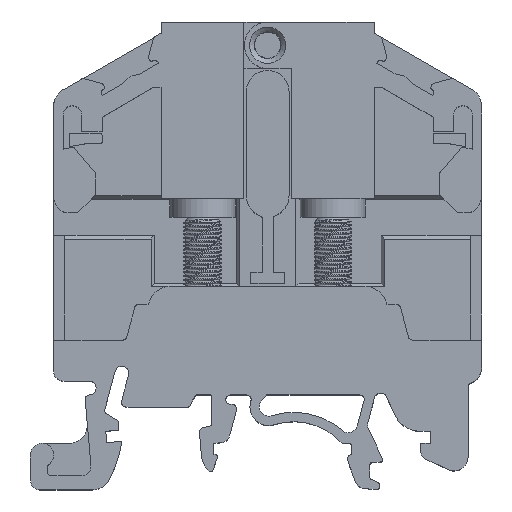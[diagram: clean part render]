
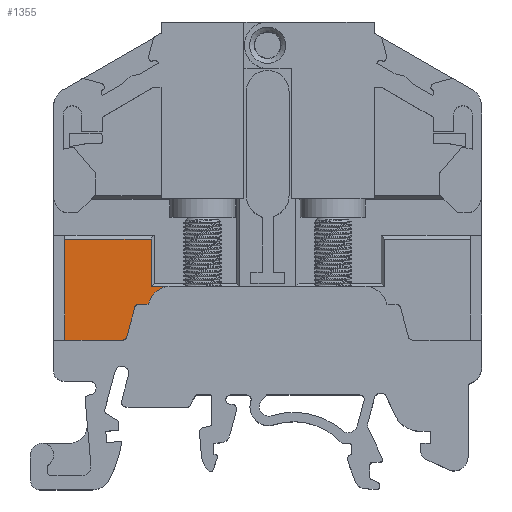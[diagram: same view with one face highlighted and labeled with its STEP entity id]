
A CAD part, top view. The second image highlights one B-rep face of the part: STEP entity #1355.
In plain terms, the highlighted planar face has unit normal (0, 0, 1).
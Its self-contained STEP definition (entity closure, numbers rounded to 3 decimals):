
#1345 = EDGE_CURVE( '    E471', #4200, #4201, #4202, .T. );
#1355 = ADVANCED_FACE( '', ( #4216 ), #4217, .T. );
#2469 = EDGE_CURVE( '    E441', #5940, #5941, #5942, .T. );
#2822 = EDGE_CURVE( '    E472', #5303, #4200, #6398, .T. );
#2987 = EDGE_CURVE( '    E394', #4435, #5303, #6605, .T. );
#3295 = EDGE_CURVE( '    E442', #6210, #5940, #6993, .T. );
#3488 = EDGE_CURVE( '    E226', #6721, #7219, #7220, .T. );
#3637 = EDGE_CURVE( '    E470', #4201, #7375, #7396, .T. );
#3865 = EDGE_CURVE( '', #7652, #6210, #7653, .T. );
#3912 = EDGE_CURVE( '    E405', #5941, #4435, #7704, .T. );
#4024 = EDGE_CURVE( '    E469', #7375, #6721, #7837, .T. );
#4200 = VERTEX_POINT( '', #8061 );
#4201 = VERTEX_POINT( '', #8062 );
#4202 = LINE( '', #8063, #8064 );
#4216 = FACE_OUTER_BOUND( '', #8084, .T. );
#4217 = PLANE( '', #8085 );
#4435 = VERTEX_POINT( '', #8435 );
#5303 = VERTEX_POINT( '', #9990 );
#5940 = VERTEX_POINT( '', #13210 );
#5941 = VERTEX_POINT( '', #13211 );
#5942 = LINE( '', #13212, #13213 );
#6210 = VERTEX_POINT( '', #13823 );
#6398 = CIRCLE( '', #14214, 0.5 );
#6605 = LINE( '', #14599, #14600 );
#6721 = VERTEX_POINT( '', #14815 );
#6993 = LINE( '', #16194, #16195 );
#7219 = VERTEX_POINT( '', #17006 );
#7220 = LINE( '', #17007, #17008 );
#7375 = VERTEX_POINT( '', #17761 );
#7396 = CIRCLE( '', #17820, 0.5 );
#7652 = VERTEX_POINT( '', #19298 );
#7653 = LINE( '', #19299, #19300 );
#7704 = LINE( '', #19432, #19433 );
#7837 = LINE( '', #19679, #19680 );
#8061 = CARTESIAN_POINT( '', ( 806.462, 351.481, -9.55 ) );
#8062 = CARTESIAN_POINT( '', ( 807.297, 354.597, -9.55 ) );
#8063 = CARTESIAN_POINT( '', ( 806.88, 353.039, -9.55 ) );
#8064 = VECTOR( '', #19835, 1000. );
#8084 = EDGE_LOOP( '', ( #19853, #19854, #19855, #19856, #19857, #19858, #19859, #19860, #19861, #19862, #19863 ) );
#8085 = AXIS2_PLACEMENT_3D( '', #19864, #19865, #19866 );
#8435 = CARTESIAN_POINT( '', ( 799.792, 351.111, -9.55 ) );
#9990 = CARTESIAN_POINT( '', ( 805.979, 351.111, -9.55 ) );
#13210 = CARTESIAN_POINT( '', ( 809.055, 361.99, -9.55 ) );
#13211 = CARTESIAN_POINT( '', ( 799.792, 361.99, -9.55 ) );
#13212 = CARTESIAN_POINT( '', ( 804.423, 361.99, -9.55 ) );
#13213 = VECTOR( '', #21753, 1000. );
#13823 = CARTESIAN_POINT( '', ( 809.055, 356.873, -9.55 ) );
#14214 = AXIS2_PLACEMENT_3D( '', #22226, #22227, #22228 );
#14599 = CARTESIAN_POINT( '', ( 802.886, 351.111, -9.55 ) );
#14600 = VECTOR( '', #22523, 1000. );
#14815 = CARTESIAN_POINT( '', ( 808.606, 354.968, -9.55 ) );
#16194 = CARTESIAN_POINT( '', ( 809.055, 359.432, -9.55 ) );
#16195 = VECTOR( '', #23034, 1000. );
#17006 = CARTESIAN_POINT( '', ( 808.774, 354.923, -9.55 ) );
#17007 = CARTESIAN_POINT( '', ( 809.836, 354.639, -9.55 ) );
#17008 = VECTOR( '', #23314, 1000. );
#17761 = CARTESIAN_POINT( '', ( 807.78, 354.968, -9.55 ) );
#17820 = AXIS2_PLACEMENT_3D( '', #23610, #23611, #23612 );
#19298 = CARTESIAN_POINT( '', ( 810.784, 356.873, -9.55 ) );
#19299 = CARTESIAN_POINT( '', ( 813.811, 356.873, -9.55 ) );
#19300 = VECTOR( '', #23900, 1000. );
#19432 = CARTESIAN_POINT( '', ( 799.792, 356.551, -9.55 ) );
#19433 = VECTOR( '', #23951, 1000. );
#19679 = CARTESIAN_POINT( '', ( 808.193, 354.968, -9.55 ) );
#19680 = VECTOR( '', #24143, 1000. );
#19835 = DIRECTION( '', ( 0.259, 0.966, 0. ) );
#19853 = ORIENTED_EDGE( '', *, *, #3488, .T. );
#19854 = ORIENTED_EDGE( '', *, *, #24189, .T. );
#19855 = ORIENTED_EDGE( '', *, *, #3865, .T. );
#19856 = ORIENTED_EDGE( '', *, *, #3295, .T. );
#19857 = ORIENTED_EDGE( '', *, *, #2469, .T. );
#19858 = ORIENTED_EDGE( '', *, *, #3912, .T. );
#19859 = ORIENTED_EDGE( '', *, *, #2987, .T. );
#19860 = ORIENTED_EDGE( '', *, *, #2822, .T. );
#19861 = ORIENTED_EDGE( '', *, *, #1345, .T. );
#19862 = ORIENTED_EDGE( '', *, *, #3637, .T. );
#19863 = ORIENTED_EDGE( '', *, *, #4024, .T. );
#19864 = CARTESIAN_POINT( '', ( 797.438, 386.166, -9.55 ) );
#19865 = DIRECTION( '', ( 0., 0., 1. ) );
#19866 = DIRECTION( '', ( 0., -1., 0. ) );
#21753 = DIRECTION( '', ( -1., 0., 0. ) );
#22226 = CARTESIAN_POINT( '', ( 805.979, 351.611, -9.55 ) );
#22227 = DIRECTION( '', ( 0., 0., 1. ) );
#22228 = DIRECTION( '', ( 0., -1., 0. ) );
#22523 = DIRECTION( '', ( 1., 0., 0. ) );
#23034 = DIRECTION( '', ( 0., 1., 0. ) );
#23314 = DIRECTION( '', ( 0.966, -0.259, 0. ) );
#23610 = CARTESIAN_POINT( '', ( 807.78, 354.468, -9.55 ) );
#23611 = DIRECTION( '', ( 0., 0., -1. ) );
#23612 = DIRECTION( '', ( 0., 1., 0. ) );
#23900 = DIRECTION( '', ( -1., 0., 0. ) );
#23951 = DIRECTION( '', ( 0., -1., 0. ) );
#24143 = DIRECTION( '', ( 1., 0., 0. ) );
#24189 = EDGE_CURVE( '', #7219, #7652, #24568, .F. );
#24568 = CIRCLE( '', #24960, 2.5 );
#24960 = AXIS2_PLACEMENT_3D( '', #25424, #25425, #25426 );
#25424 = CARTESIAN_POINT( '', ( 811.221, 354.412, -9.55 ) );
#25425 = DIRECTION( '', ( 0., 0., 1. ) );
#25426 = DIRECTION( '', ( 1., 0., 0. ) );
